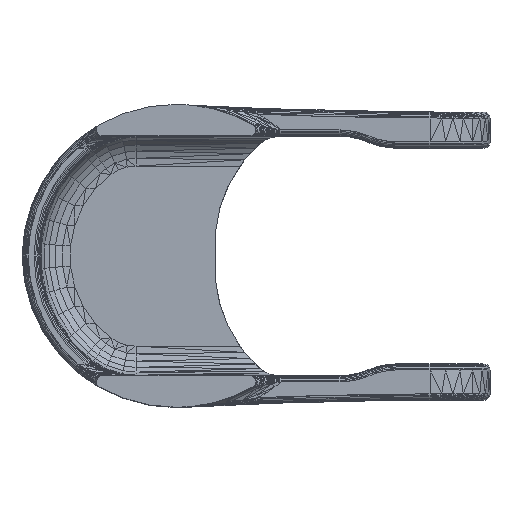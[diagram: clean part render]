
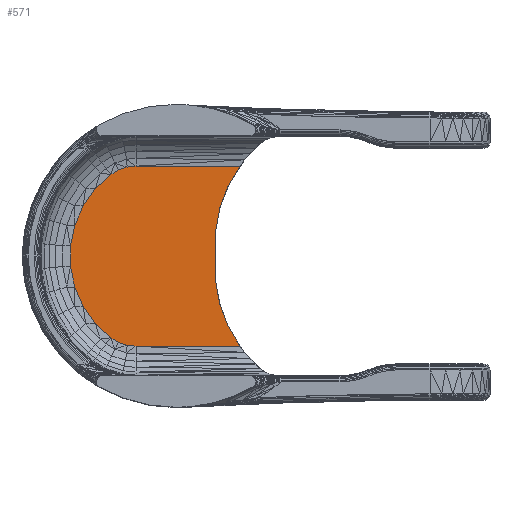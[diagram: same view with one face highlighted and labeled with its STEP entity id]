
A CAD part, top view. The second image highlights one B-rep face of the part: STEP entity #571.
In plain terms, the highlighted planar face has unit normal (0, 0, 1).
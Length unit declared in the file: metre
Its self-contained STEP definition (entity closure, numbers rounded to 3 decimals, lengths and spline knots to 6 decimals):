
#571=ADVANCED_FACE('0:1651',(#3527),#3528,.T.);
#3527=FACE_OUTER_BOUND('',#8398,.T.);
#3528=PLANE('',#8399);
#8398=EDGE_LOOP('',(#15448,#15449,#15450,#15451,#15452,#15453,#15454,#15455,#15456,#15457,#15458,#15459,#15460,#15461,#15462,#15463,#15464,#15465,#15466,#15467,#15468,#15469,#15470,#15471,#15472));
#8399=AXIS2_PLACEMENT_3D('',#15473,#15474,#15475);
#15448=ORIENTED_EDGE('',*,*,#28671,.T.);
#15449=ORIENTED_EDGE('',*,*,#28669,.T.);
#15450=ORIENTED_EDGE('',*,*,#28434,.T.);
#15451=ORIENTED_EDGE('',*,*,#27948,.T.);
#15452=ORIENTED_EDGE('',*,*,#27839,.T.);
#15453=ORIENTED_EDGE('',*,*,#27792,.T.);
#15454=ORIENTED_EDGE('',*,*,#27763,.T.);
#15455=ORIENTED_EDGE('',*,*,#27748,.T.);
#15456=ORIENTED_EDGE('',*,*,#27746,.F.);
#15457=ORIENTED_EDGE('',*,*,#27768,.F.);
#15458=ORIENTED_EDGE('',*,*,#27807,.F.);
#15459=ORIENTED_EDGE('',*,*,#27833,.F.);
#15460=ORIENTED_EDGE('',*,*,#27835,.F.);
#15461=ORIENTED_EDGE('',*,*,#27882,.F.);
#15462=ORIENTED_EDGE('',*,*,#28024,.F.);
#15463=ORIENTED_EDGE('',*,*,#28104,.F.);
#15464=ORIENTED_EDGE('',*,*,#28306,.F.);
#15465=ORIENTED_EDGE('',*,*,#28309,.F.);
#15466=ORIENTED_EDGE('',*,*,#28207,.F.);
#15467=ORIENTED_EDGE('',*,*,#28208,.F.);
#15468=ORIENTED_EDGE('',*,*,#28321,.F.);
#15469=ORIENTED_EDGE('',*,*,#28662,.F.);
#15470=ORIENTED_EDGE('',*,*,#28668,.T.);
#15471=ORIENTED_EDGE('',*,*,#28546,.F.);
#15472=ORIENTED_EDGE('',*,*,#28672,.F.);
#15473=CARTESIAN_POINT('',(0.104821,0.01025,0.005));
#15474=DIRECTION('',(0.0,0.0,1.0));
#15475=DIRECTION('',(1.0,0.0,0.0));
#27746=EDGE_CURVE('0:7429',#31853,#31842,#31855,.T.);
#27748=EDGE_CURVE('0:7435',#31856,#31842,#31858,.T.);
#27763=EDGE_CURVE('0:7480',#31878,#31856,#31880,.T.);
#27768=EDGE_CURVE('0:7495',#31885,#31853,#31887,.T.);
#27792=EDGE_CURVE('0:7567',#31923,#31878,#31925,.T.);
#27807=EDGE_CURVE('0:7612',#31948,#31885,#31949,.T.);
#27833=EDGE_CURVE('0:7690',#31987,#31948,#31988,.T.);
#27835=EDGE_CURVE('0:7696',#31990,#31987,#31991,.T.);
#27839=EDGE_CURVE('0:7708',#31995,#31923,#31997,.T.);
#27882=EDGE_CURVE('0:7837',#32060,#31990,#32062,.T.);
#27948=EDGE_CURVE('0:8035',#32161,#31995,#32162,.T.);
#28024=EDGE_CURVE('0:8260',#32271,#32060,#32273,.T.);
#28104=EDGE_CURVE('0:8512',#32381,#32271,#32383,.T.);
#28207=EDGE_CURVE('0:8815',#32534,#32532,#32536,.T.);
#28208=EDGE_CURVE('0:8818',#32537,#32534,#32538,.T.);
#28306=EDGE_CURVE('0:9118',#32672,#32381,#32674,.T.);
#28309=EDGE_CURVE('0:9127',#32532,#32672,#32678,.T.);
#28321=EDGE_CURVE('0:9163',#32693,#32537,#32694,.T.);
#28434=EDGE_CURVE('0:9502',#32853,#32161,#32855,.T.);
#28546=EDGE_CURVE('0:9838',#33010,#33011,#33012,.T.);
#28662=EDGE_CURVE('0:10186',#33177,#32693,#33178,.T.);
#28668=EDGE_CURVE('0:10204',#33177,#33011,#33185,.T.);
#28669=EDGE_CURVE('0:10207',#33186,#32853,#33187,.T.);
#28671=EDGE_CURVE('0:10213',#33189,#33186,#33190,.T.);
#28672=EDGE_CURVE('0:10216',#33189,#33010,#33191,.T.);
#31842=VERTEX_POINT('',#37614);
#31853=VERTEX_POINT('',#37632);
#31855=LINE('',#37635,#37636);
#31856=VERTEX_POINT('',#37637);
#31858=LINE('',#37640,#37641);
#31878=VERTEX_POINT('',#37674);
#31880=LINE('',#37677,#37678);
#31885=VERTEX_POINT('',#37686);
#31887=LINE('',#37689,#37690);
#31923=VERTEX_POINT('',#37748);
#31925=LINE('',#37751,#37752);
#31948=VERTEX_POINT('',#37789);
#31949=LINE('',#37790,#37791);
#31987=VERTEX_POINT('',#37854);
#31988=LINE('',#37855,#37856);
#31990=VERTEX_POINT('',#37859);
#31991=LINE('',#37860,#37861);
#31995=VERTEX_POINT('',#37867);
#31997=LINE('',#37870,#37871);
#32060=VERTEX_POINT('',#37975);
#32062=LINE('',#37978,#37979);
#32161=VERTEX_POINT('',#38143);
#32162=LINE('',#38144,#38145);
#32271=VERTEX_POINT('',#38328);
#32273=LINE('',#38331,#38332);
#32381=VERTEX_POINT('',#38518);
#32383=LINE('',#38521,#38522);
#32532=VERTEX_POINT('',#38771);
#32534=VERTEX_POINT('',#38774);
#32536=LINE('',#38777,#38778);
#32537=VERTEX_POINT('',#38779);
#32538=LINE('',#38780,#38781);
#32672=VERTEX_POINT('',#39011);
#32674=LINE('',#39014,#39015);
#32678=LINE('',#39021,#39022);
#32693=VERTEX_POINT('',#39048);
#32694=LINE('',#39049,#39050);
#32853=VERTEX_POINT('',#39320);
#32855=LINE('',#39323,#39324);
#33010=VERTEX_POINT('',#39590);
#33011=VERTEX_POINT('',#39591);
#33012=LINE('',#39592,#39593);
#33177=VERTEX_POINT('',#39873);
#33178=LINE('',#39874,#39875);
#33185=LINE('',#39887,#39888);
#33186=VERTEX_POINT('',#39889);
#33187=LINE('',#39890,#39891);
#33189=VERTEX_POINT('',#39894);
#33190=LINE('',#39895,#39896);
#33191=LINE('',#39897,#39898);
#37614=CARTESIAN_POINT('',(0.104821,0.04025,0.005));
#37632=CARTESIAN_POINT('',(0.087502,0.04025,0.005));
#37635=CARTESIAN_POINT('',(0.087502,0.04025,0.005));
#37636=VECTOR('',#47496,1.0);
#37637=CARTESIAN_POINT('',(0.102812,0.036834,0.005));
#37640=CARTESIAN_POINT('',(0.102812,0.036834,0.005));
#37641=VECTOR('',#47498,1.0);
#37674=CARTESIAN_POINT('',(0.101438,0.033116,0.005));
#37677=CARTESIAN_POINT('',(0.101438,0.033116,0.005));
#37678=VECTOR('',#47513,1.0);
#37686=CARTESIAN_POINT('',(0.086012,0.04009,0.005));
#37689=CARTESIAN_POINT('',(0.086012,0.04009,0.005));
#37690=VECTOR('',#47518,1.0);
#37748=CARTESIAN_POINT('',(0.100744,0.029214,0.005));
#37751=CARTESIAN_POINT('',(0.100744,0.029214,0.005));
#37752=VECTOR('',#47542,1.0);
#37789=CARTESIAN_POINT('',(0.084591,0.039616,0.005));
#37790=CARTESIAN_POINT('',(0.084591,0.039616,0.005));
#37791=VECTOR('',#47557,1.0);
#37854=CARTESIAN_POINT('',(0.083302,0.03885,0.005));
#37855=CARTESIAN_POINT('',(0.083302,0.03885,0.005));
#37856=VECTOR('',#47583,1.0);
#37859=CARTESIAN_POINT('',(0.080736,0.036476,0.005));
#37860=CARTESIAN_POINT('',(0.080736,0.036476,0.005));
#37861=VECTOR('',#47585,1.0);
#37867=CARTESIAN_POINT('',(0.100751,0.02525,0.005));
#37870=CARTESIAN_POINT('',(0.100751,0.02525,0.005));
#37871=VECTOR('',#47589,1.0);
#37975=CARTESIAN_POINT('',(0.078709,0.033626,0.005));
#37978=CARTESIAN_POINT('',(0.078709,0.033626,0.005));
#37979=VECTOR('',#47632,1.0);
#38143=CARTESIAN_POINT('',(0.100744,0.021287,0.005));
#38144=CARTESIAN_POINT('',(0.100744,0.021287,0.005));
#38145=VECTOR('',#47698,1.0);
#38328=CARTESIAN_POINT('',(0.077308,0.030422,0.005));
#38331=CARTESIAN_POINT('',(0.077308,0.030422,0.005));
#38332=VECTOR('',#47774,1.0);
#38518=CARTESIAN_POINT('',(0.076593,0.026999,0.005));
#38521=CARTESIAN_POINT('',(0.076593,0.026999,0.005));
#38522=VECTOR('',#47854,1.0);
#38771=CARTESIAN_POINT('',(0.077308,0.020079,0.005));
#38774=CARTESIAN_POINT('',(0.078709,0.016875,0.005));
#38777=CARTESIAN_POINT('',(0.078709,0.016875,0.005));
#38778=VECTOR('',#47957,1.0);
#38779=CARTESIAN_POINT('',(0.080736,0.014025,0.005));
#38780=CARTESIAN_POINT('',(0.080736,0.014025,0.005));
#38781=VECTOR('',#47958,1.0);
#39011=CARTESIAN_POINT('',(0.076593,0.023502,0.005));
#39014=CARTESIAN_POINT('',(0.076593,0.023502,0.005));
#39015=VECTOR('',#48056,1.0);
#39021=CARTESIAN_POINT('',(0.077308,0.020079,0.005));
#39022=VECTOR('',#48059,1.0);
#39048=CARTESIAN_POINT('',(0.083302,0.01165,0.005));
#39049=CARTESIAN_POINT('',(0.083302,0.01165,0.005));
#39050=VECTOR('',#48071,1.0);
#39320=CARTESIAN_POINT('',(0.101438,0.017385,0.005));
#39323=CARTESIAN_POINT('',(0.101438,0.017385,0.005));
#39324=VECTOR('',#48184,1.0);
#39590=CARTESIAN_POINT('',(0.087502,0.01025,0.005));
#39591=CARTESIAN_POINT('',(0.086012,0.010411,0.005));
#39592=CARTESIAN_POINT('',(0.087502,0.01025,0.005));
#39593=VECTOR('',#48296,1.0);
#39873=CARTESIAN_POINT('',(0.084591,0.010885,0.005));
#39874=CARTESIAN_POINT('',(0.084591,0.010885,0.005));
#39875=VECTOR('',#48412,1.0);
#39887=CARTESIAN_POINT('',(0.084591,0.010885,0.005));
#39888=VECTOR('',#48418,1.0);
#39889=CARTESIAN_POINT('',(0.102812,0.013667,0.005));
#39890=CARTESIAN_POINT('',(0.102812,0.013667,0.005));
#39891=VECTOR('',#48419,1.0);
#39894=CARTESIAN_POINT('',(0.104821,0.01025,0.005));
#39895=CARTESIAN_POINT('',(0.104821,0.01025,0.005));
#39896=VECTOR('',#48421,1.0);
#39897=CARTESIAN_POINT('',(0.104821,0.01025,0.005));
#39898=VECTOR('',#48422,1.0);
#47496=DIRECTION('',(1.0,0.0,0.0));
#47498=DIRECTION('',(0.507,0.862,0.0));
#47513=DIRECTION('',(0.346,0.938,0.0));
#47518=DIRECTION('',(0.994,0.107,0.0));
#47542=DIRECTION('',(0.175,0.985,0.0));
#47557=DIRECTION('',(0.949,0.316,0.0));
#47583=DIRECTION('',(0.86,0.511,0.0));
#47585=DIRECTION('',(0.734,0.679,0.0));
#47589=DIRECTION('',(-0.002,1.,0.0));
#47632=DIRECTION('',(0.58,0.815,0.0));
#47698=DIRECTION('',(0.002,1.,0.0));
#47774=DIRECTION('',(0.401,0.916,0.0));
#47854=DIRECTION('',(0.205,0.979,0.0));
#47957=DIRECTION('',(-0.401,0.916,0.0));
#47958=DIRECTION('',(-0.58,0.815,0.0));
#48056=DIRECTION('',(0.0,1.0,0.0));
#48059=DIRECTION('',(-0.205,0.979,0.0));
#48071=DIRECTION('',(-0.734,0.679,0.0));
#48184=DIRECTION('',(-0.175,0.985,0.0));
#48296=DIRECTION('',(-0.994,0.107,0.0));
#48412=DIRECTION('',(-0.86,0.511,0.0));
#48418=DIRECTION('',(0.949,-0.316,0.0));
#48419=DIRECTION('',(-0.346,0.938,0.0));
#48421=DIRECTION('',(-0.507,0.862,0.0));
#48422=DIRECTION('',(-1.0,0.0,0.0));
